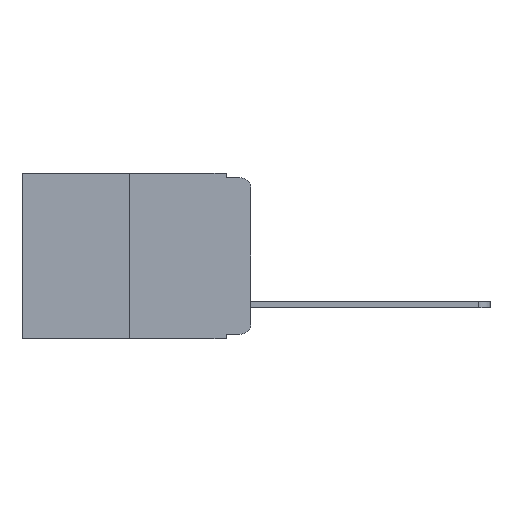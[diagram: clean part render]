
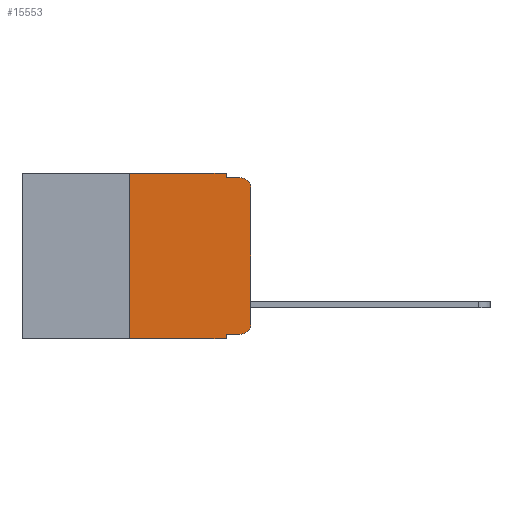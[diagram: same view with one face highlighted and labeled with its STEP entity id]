
A CAD part, left-side view. The second image highlights one B-rep face of the part: STEP entity #15553.
In plain terms, the highlighted planar face has unit normal (-1, 0, 0).
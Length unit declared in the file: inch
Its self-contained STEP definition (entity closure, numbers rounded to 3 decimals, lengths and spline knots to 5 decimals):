
#136 = DIRECTION ( 'NONE',  ( 0., -1., 0. ) ) ;
#169 = DIRECTION ( 'NONE',  ( 0., -1., 0. ) ) ;
#232 = LINE ( 'NONE', #17248, #8424 ) ;
#284 = DIRECTION ( 'NONE',  ( 0., 0., -1. ) ) ;
#828 = DIRECTION ( 'NONE',  ( 0., -1., 0. ) ) ;
#1229 = VERTEX_POINT ( 'NONE', #3248 ) ;
#1838 = VECTOR ( 'NONE', #15750, 39.37008 ) ;
#1890 = LINE ( 'NONE', #12550, #13416 ) ;
#1966 = DIRECTION ( 'NONE',  ( 0., 0., -1. ) ) ;
#2009 = DIRECTION ( 'NONE',  ( -1., 0., 0. ) ) ;
#2108 = EDGE_CURVE ( 'NONE', #4243, #14349, #12456, .T. ) ;
#2431 = LINE ( 'NONE', #19141, #14287 ) ;
#2705 = CARTESIAN_POINT ( 'NONE',  ( 0., 0.051, 0. ) ) ;
#2769 = AXIS2_PLACEMENT_3D ( 'NONE', #19155, #15200, #6243 ) ;
#2779 = EDGE_CURVE ( 'NONE', #18975, #4243, #2431, .T. ) ;
#2813 = EDGE_CURVE ( 'NONE', #18975, #9417, #1890, .T. ) ;
#2866 = EDGE_CURVE ( 'NONE', #4899, #13522, #232, .T. ) ;
#3248 = CARTESIAN_POINT ( 'NONE',  ( 1.2, 0.051, -0.264 ) ) ;
#3265 = CARTESIAN_POINT ( 'NONE',  ( 0., 0.051, -0.333 ) ) ;
#3585 = EDGE_CURVE ( 'NONE', #4558, #6748, #17433, .T. ) ;
#3625 = EDGE_CURVE ( 'NONE', #6748, #10518, #5165, .T. ) ;
#3763 = ORIENTED_EDGE ( 'NONE', *, *, #2813, .F. ) ;
#3868 = EDGE_CURVE ( 'NONE', #4154, #10518, #8613, .T. ) ;
#4154 = VERTEX_POINT ( 'NONE', #19122 ) ;
#4243 = VERTEX_POINT ( 'NONE', #11721 ) ;
#4558 = VERTEX_POINT ( 'NONE', #7349 ) ;
#4867 = LINE ( 'NONE', #13521, #8594 ) ;
#4899 = VERTEX_POINT ( 'NONE', #18508 ) ;
#5082 = CARTESIAN_POINT ( 'NONE',  ( 0., 0.02, -0.01 ) ) ;
#5165 = LINE ( 'NONE', #13629, #16216 ) ;
#5563 = ORIENTED_EDGE ( 'NONE', *, *, #9116, .F. ) ;
#5587 = DIRECTION ( 'NONE',  ( -1., 0., 0. ) ) ;
#5867 = ORIENTED_EDGE ( 'NONE', *, *, #2779, .T. ) ;
#6233 = EDGE_CURVE ( 'NONE', #4899, #9417, #6922, .T. ) ;
#6243 = DIRECTION ( 'NONE',  ( 0., 0., -1. ) ) ;
#6274 = AXIS2_PLACEMENT_3D ( 'NONE', #9193, #2009, #1966 ) ;
#6434 = VECTOR ( 'NONE', #136, 39.37008 ) ;
#6748 = VERTEX_POINT ( 'NONE', #6889 ) ;
#6889 = CARTESIAN_POINT ( 'NONE',  ( 0., 0.051, -0.01 ) ) ;
#6922 = LINE ( 'NONE', #9755, #6434 ) ;
#7349 = CARTESIAN_POINT ( 'NONE',  ( 0., 0.051, 0. ) ) ;
#8424 = VECTOR ( 'NONE', #14207, 39.37008 ) ;
#8478 = CARTESIAN_POINT ( 'NONE',  ( 0., 0.051, -0.343 ) ) ;
#8594 = VECTOR ( 'NONE', #14917, 39.37008 ) ;
#8613 = CIRCLE ( 'NONE', #14250, 0.02 ) ;
#9083 = EDGE_LOOP ( 'NONE', ( #10459, #9835, #16276, #16482, #5563, #16321, #12312, #3763, #5867, #10913 ) ) ;
#9116 = EDGE_CURVE ( 'NONE', #13522, #4558, #4867, .T. ) ;
#9193 = CARTESIAN_POINT ( 'NONE',  ( 0., 0.02, -0.313 ) ) ;
#9417 = VERTEX_POINT ( 'NONE', #8478 ) ;
#9755 = CARTESIAN_POINT ( 'NONE',  ( 0., 0.473, -0.343 ) ) ;
#9835 = ORIENTED_EDGE ( 'NONE', *, *, #3868, .T. ) ;
#10459 = EDGE_CURVE ( 'NONE', #1229, #15296, #17614, .T. ) ;
#10518 = VERTEX_POINT ( 'NONE', #5082 ) ;
#10913 = ORIENTED_EDGE ( 'NONE', *, *, #2108, .T. ) ;
#11721 = CARTESIAN_POINT ( 'NONE',  ( 0., 0.02, -0.333 ) ) ;
#12312 = ORIENTED_EDGE ( 'NONE', *, *, #6233, .T. ) ;
#12456 = CIRCLE ( 'NONE', #6274, 0.02 ) ;
#12550 = CARTESIAN_POINT ( 'NONE',  ( 0., 0.051, 0. ) ) ;
#13416 = VECTOR ( 'NONE', #18765, 39.37008 ) ;
#13521 = CARTESIAN_POINT ( 'NONE',  ( 0., 0.473, 0. ) ) ;
#13522 = VERTEX_POINT ( 'NONE', #18878 ) ;
#13629 = CARTESIAN_POINT ( 'NONE',  ( 0., 0.051, -0.01 ) ) ;
#13823 = PLANE ( 'NONE',  #2769 ) ;
#14207 = DIRECTION ( 'NONE',  ( 0., 0., 1. ) ) ;
#14250 = AXIS2_PLACEMENT_3D ( 'NONE', #19154, #17648, #284 ) ;
#14287 = VECTOR ( 'NONE', #169, 39.37008 ) ;
#14349 = VERTEX_POINT ( 'NONE', #19366 ) ;
#14917 = DIRECTION ( 'NONE',  ( 0., -1., 0. ) ) ;
#15200 = DIRECTION ( 'NONE',  ( 1., 0., 0. ) ) ;
#15296 = VERTEX_POINT ( 'NONE', #18461 ) ;
#15553 = ADVANCED_FACE ( 'NONE', ( #18976 ), #13823, .F. ) ;
#15750 = DIRECTION ( 'NONE',  ( 0., 0., -1. ) ) ;
#16216 = VECTOR ( 'NONE', #828, 39.37008 ) ;
#16276 = ORIENTED_EDGE ( 'NONE', *, *, #3625, .F. ) ;
#16321 = ORIENTED_EDGE ( 'NONE', *, *, #2866, .F. ) ;
#16482 = ORIENTED_EDGE ( 'NONE', *, *, #3585, .F. ) ;
#17200 = VECTOR ( 'NONE', #5587, 39.37008 ) ;
#17248 = CARTESIAN_POINT ( 'NONE',  ( 0., 0.25, 0. ) ) ;
#17375 = CARTESIAN_POINT ( 'NONE',  ( 1.11, 0.051, -0.264 ) ) ;
#17433 = LINE ( 'NONE', #2705, #1838 ) ;
#17614 = LINE ( 'NONE', #17375, #17200 ) ;
#17648 = DIRECTION ( 'NONE',  ( -1., 0., 0. ) ) ;
#18461 = CARTESIAN_POINT ( 'NONE',  ( 1.11, 0.051, -0.264 ) ) ;
#18508 = CARTESIAN_POINT ( 'NONE',  ( 0., 0.25, -0.343 ) ) ;
#18765 = DIRECTION ( 'NONE',  ( 0., 0., -1. ) ) ;
#18878 = CARTESIAN_POINT ( 'NONE',  ( 0., 0.25, 0. ) ) ;
#18975 = VERTEX_POINT ( 'NONE', #3265 ) ;
#18976 = FACE_OUTER_BOUND ( 'NONE', #9083, .T. ) ;
#19122 = CARTESIAN_POINT ( 'NONE',  ( 0., 0., -0.03 ) ) ;
#19141 = CARTESIAN_POINT ( 'NONE',  ( 0., 0.051, -0.333 ) ) ;
#19154 = CARTESIAN_POINT ( 'NONE',  ( 0., 0.02, -0.03 ) ) ;
#19155 = CARTESIAN_POINT ( 'NONE',  ( 0., 0.473, 0. ) ) ;
#19366 = CARTESIAN_POINT ( 'NONE',  ( 0., 0., -0.313 ) ) ;
